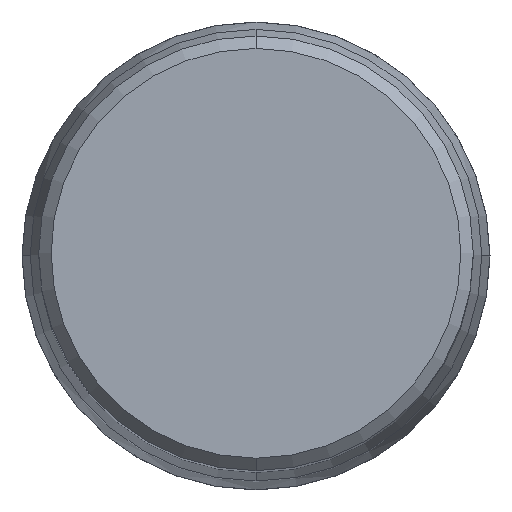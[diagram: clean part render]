
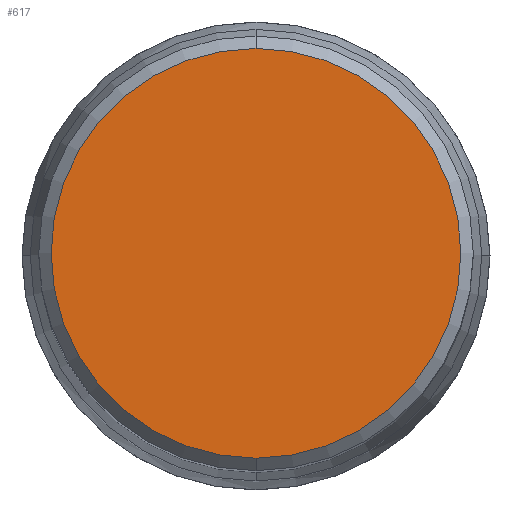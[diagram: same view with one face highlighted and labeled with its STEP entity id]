
A CAD part, top view. The second image highlights one B-rep face of the part: STEP entity #617.
In plain terms, the highlighted planar face has unit normal (0, 0, 1).
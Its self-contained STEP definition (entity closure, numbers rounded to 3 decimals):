
#441=VERTEX_POINT('',#950);
#459=EDGE_CURVE('',#607,#441,#969,.T.);
#513=EDGE_CURVE('',#441,#607,#1029,.T.);
#607=VERTEX_POINT('',#1133);
#617=ADVANCED_FACE('',(#1143),#1144,.T.);
#950=CARTESIAN_POINT('',(0.0,19.8,0.0));
#969=CIRCLE('',#1744,19.8);
#1029=CIRCLE('',#1819,19.8);
#1133=CARTESIAN_POINT('',(0.,-19.8,0.0));
#1143=FACE_OUTER_BOUND('',#2025,.T.);
#1144=PLANE('',#2026);
#1744=AXIS2_PLACEMENT_3D('',#2547,#2548,#2549);
#1819=AXIS2_PLACEMENT_3D('',#2633,#2634,#2635);
#2025=EDGE_LOOP('',(#2771,#2772));
#2026=AXIS2_PLACEMENT_3D('',#2773,#2774,#2775);
#2547=CARTESIAN_POINT('',(0.0,0.0,0.0));
#2548=DIRECTION('',(0.0,0.0,-1.0));
#2549=DIRECTION('',(0.0,1.0,0.0));
#2633=CARTESIAN_POINT('',(0.0,0.0,0.0));
#2634=DIRECTION('',(0.0,0.0,-1.0));
#2635=DIRECTION('',(0.0,1.0,0.0));
#2771=ORIENTED_EDGE('',*,*,#513,.F.);
#2772=ORIENTED_EDGE('',*,*,#459,.F.);
#2773=CARTESIAN_POINT('',(0.0,9.9,0.0));
#2774=DIRECTION('',(-0.0,0.0,1.0));
#2775=DIRECTION('',(0.0,-1.0,0.0));
